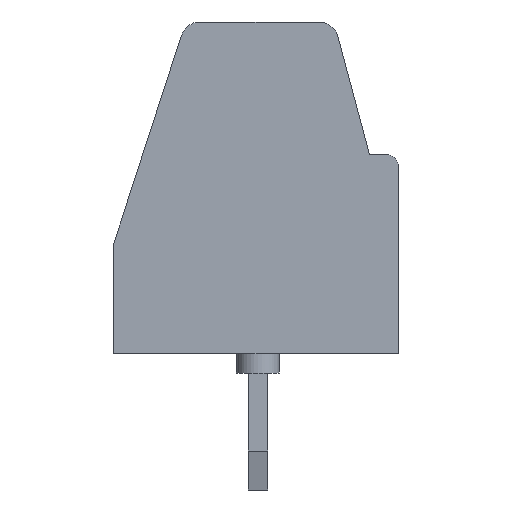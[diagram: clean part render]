
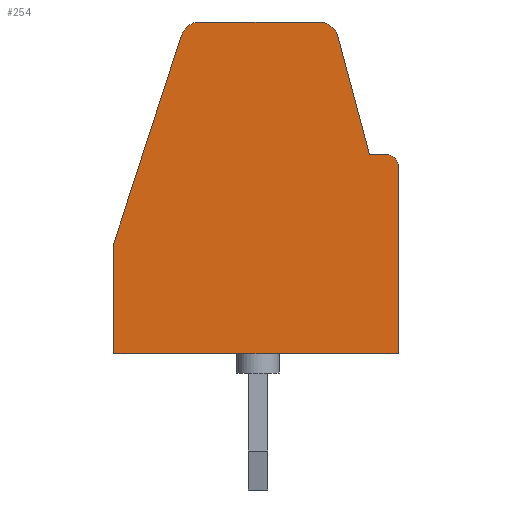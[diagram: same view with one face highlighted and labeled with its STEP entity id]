
A CAD part, left-side view. The second image highlights one B-rep face of the part: STEP entity #254.
In plain terms, the highlighted face is planar.
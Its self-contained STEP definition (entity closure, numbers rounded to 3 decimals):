
#254 = ADVANCED_FACE( '', ( #450 ), #451, .F. );
#450 = FACE_OUTER_BOUND( '', #681, .T. );
#451 = PLANE( '', #682 );
#681 = EDGE_LOOP( '', ( #1341, #1342, #1343, #1344, #1345, #1346, #1347, #1348, #1349, #1350 ) );
#682 = AXIS2_PLACEMENT_3D( '', #1351, #1352, #1353 );
#1341 = ORIENTED_EDGE( '', *, *, #1767, .T. );
#1342 = ORIENTED_EDGE( '', *, *, #1681, .T. );
#1343 = ORIENTED_EDGE( '', *, *, #1829, .T. );
#1344 = ORIENTED_EDGE( '', *, *, #1830, .T. );
#1345 = ORIENTED_EDGE( '', *, *, #1831, .T. );
#1346 = ORIENTED_EDGE( '', *, *, #1832, .F. );
#1347 = ORIENTED_EDGE( '', *, *, #1833, .T. );
#1348 = ORIENTED_EDGE( '', *, *, #1834, .T. );
#1349 = ORIENTED_EDGE( '', *, *, #1630, .T. );
#1350 = ORIENTED_EDGE( '', *, *, #1723, .T. );
#1351 = CARTESIAN_POINT( '', ( 0., 0., -2. ) );
#1352 = DIRECTION( '', ( 0., 0., 1. ) );
#1353 = DIRECTION( '', ( 1., 0., 0. ) );
#1630 = EDGE_CURVE( '', #1930, #1927, #1931, .T. );
#1681 = EDGE_CURVE( '', #2020, #2025, #2027, .T. );
#1723 = EDGE_CURVE( '', #1927, #2096, #2098, .T. );
#1767 = EDGE_CURVE( '', #2096, #2020, #2172, .T. );
#1829 = EDGE_CURVE( '', #2025, #2261, #2262, .T. );
#1830 = EDGE_CURVE( '', #2261, #2263, #2264, .T. );
#1831 = EDGE_CURVE( '', #2263, #2265, #2266, .T. );
#1832 = EDGE_CURVE( '', #2267, #2265, #2268, .T. );
#1833 = EDGE_CURVE( '', #2267, #2269, #2270, .T. );
#1834 = EDGE_CURVE( '', #2269, #1930, #2271, .T. );
#1927 = VERTEX_POINT( '', #2397 );
#1930 = VERTEX_POINT( '', #2401 );
#1931 = LINE( '', #2402, #2403 );
#2020 = VERTEX_POINT( '', #2530 );
#2025 = VERTEX_POINT( '', #2536 );
#2027 = CIRCLE( '', #2539, 0.3 );
#2096 = VERTEX_POINT( '', #2632 );
#2098 = LINE( '', #2635, #2636 );
#2172 = LINE( '', #2745, #2746 );
#2261 = VERTEX_POINT( '', #2875 );
#2262 = LINE( '', #2876, #2877 );
#2263 = VERTEX_POINT( '', #2878 );
#2264 = LINE( '', #2879, #2880 );
#2265 = VERTEX_POINT( '', #2881 );
#2266 = CIRCLE( '', #2882, 0.5 );
#2267 = VERTEX_POINT( '', #2883 );
#2268 = LINE( '', #2884, #2885 );
#2269 = VERTEX_POINT( '', #2886 );
#2270 = CIRCLE( '', #2887, 0.5 );
#2271 = LINE( '', #2888, #2889 );
#2397 = CARTESIAN_POINT( '', ( -27.655, 20.821, -2. ) );
#2401 = CARTESIAN_POINT( '', ( -27.655, 23.628, -2. ) );
#2402 = CARTESIAN_POINT( '', ( -27.655, 23.628, -2. ) );
#2403 = VECTOR( '', #2978, 1000. );
#2530 = CARTESIAN_POINT( '', ( -34.955, 25.621, -2. ) );
#2536 = CARTESIAN_POINT( '', ( -34.655, 25.921, -2. ) );
#2539 = AXIS2_PLACEMENT_3D( '', #3049, #3050, #3051 );
#2632 = CARTESIAN_POINT( '', ( -34.955, 20.821, -2. ) );
#2635 = CARTESIAN_POINT( '', ( -27.655, 20.821, -2. ) );
#2636 = VECTOR( '', #3125, 1000. );
#2745 = CARTESIAN_POINT( '', ( -34.955, 20.821, -2. ) );
#2746 = VECTOR( '', #3185, 1000. );
#2875 = CARTESIAN_POINT( '', ( -34.217, 25.921, -2. ) );
#2876 = CARTESIAN_POINT( '', ( -34.655, 25.921, -2. ) );
#2877 = VECTOR( '', #3289, 1000. );
#2878 = CARTESIAN_POINT( '', ( -33.405, 28.951, -2. ) );
#2879 = CARTESIAN_POINT( '', ( -34.217, 25.921, -2. ) );
#2880 = VECTOR( '', #3290, 1000. );
#2881 = CARTESIAN_POINT( '', ( -32.922, 29.321, -2. ) );
#2882 = AXIS2_PLACEMENT_3D( '', #3291, #3292, #3293 );
#2883 = CARTESIAN_POINT( '', ( -29.869, 29.321, -2. ) );
#2884 = CARTESIAN_POINT( '', ( -29.869, 29.321, -2. ) );
#2885 = VECTOR( '', #3294, 1000. );
#2886 = CARTESIAN_POINT( '', ( -29.393, 28.976, -2. ) );
#2887 = AXIS2_PLACEMENT_3D( '', #3295, #3296, #3297 );
#2888 = CARTESIAN_POINT( '', ( -29.393, 28.976, -2. ) );
#2889 = VECTOR( '', #3298, 1000. );
#2978 = DIRECTION( '', ( 0., -1., 0. ) );
#3049 = CARTESIAN_POINT( '', ( -34.655, 25.621, -2. ) );
#3050 = DIRECTION( '', ( 0., 0., -1. ) );
#3051 = DIRECTION( '', ( -1., 0., 0. ) );
#3125 = DIRECTION( '', ( -1., 0., 0. ) );
#3185 = DIRECTION( '', ( 0., 1., 0. ) );
#3289 = DIRECTION( '', ( 1., 0., 0. ) );
#3290 = DIRECTION( '', ( 0.259, 0.966, 0. ) );
#3291 = CARTESIAN_POINT( '', ( -32.922, 28.821, -2. ) );
#3292 = DIRECTION( '', ( 0., 0., -1. ) );
#3293 = DIRECTION( '', ( -0.966, 0.259, 0. ) );
#3294 = DIRECTION( '', ( -1., 0., 0. ) );
#3295 = CARTESIAN_POINT( '', ( -29.869, 28.821, -2. ) );
#3296 = DIRECTION( '', ( 0., 0., -1. ) );
#3297 = DIRECTION( '', ( 0., 1., 0. ) );
#3298 = DIRECTION( '', ( 0.309, -0.951, 0. ) );
